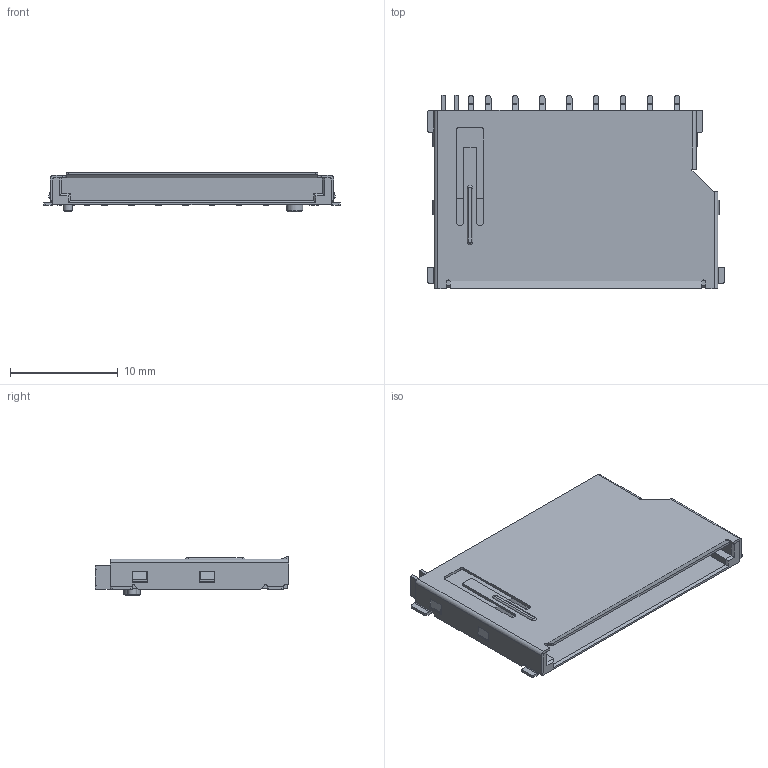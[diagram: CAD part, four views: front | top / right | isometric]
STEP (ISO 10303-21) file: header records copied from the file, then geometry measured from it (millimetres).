
FILE_DESCRIPTION(/* description */ ('Unknown'),/* implementation_level */ '2;1');
FILE_NAME(/* name */ 'SD-4-B',/* time_stamp */ '2024-06-14T16:33:41+02:00',/* author */ ('Unknown'),/* organization */ ('Unknown'),/* preprocessor_version */ 'ST-DEVELOPER v18.102',/* originating_system */ 'Solid Edge',/* authorisation */ 'Unknown');
FILE_SCHEMA (('AUTOMOTIVE_DESIGN {1 0 10303 214 3 1 1}'));
Length unit declared in the file: millimetre
Products named in the file (1): SD-4-B
Bounding box: 27.5 x 17.9 x 3.69 mm (x, y, z)
Volume: 735 mm3; surface area: 1571 mm2
Topology: 1 solids, 1 shells, 305 faces, 830 edges, 546 vertices
Faces by surface type: plane 224, cylinder 77, torus 2, cone 2
Full cylindrical faces by diameter (mm): 0.86 x1, 1.5 x1
Entity records: 11682 total; most frequent: CARTESIAN_POINT 1674, ORIENTED_EDGE 1648, DIRECTION 1600, EDGE_CURVE 824, LINE 660, VECTOR 660, VERTEX_POINT 544, AXIS2_PLACEMENT_3D 470
